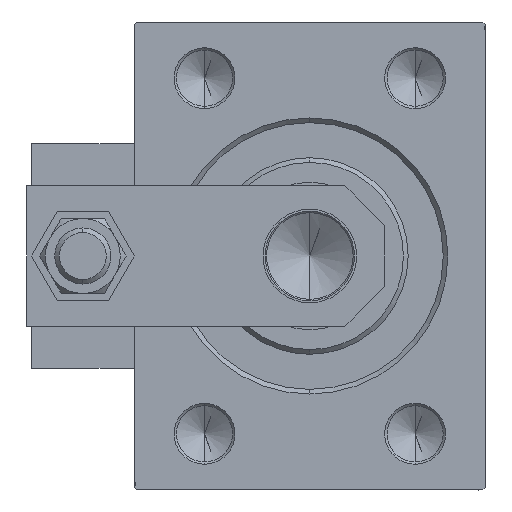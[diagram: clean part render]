
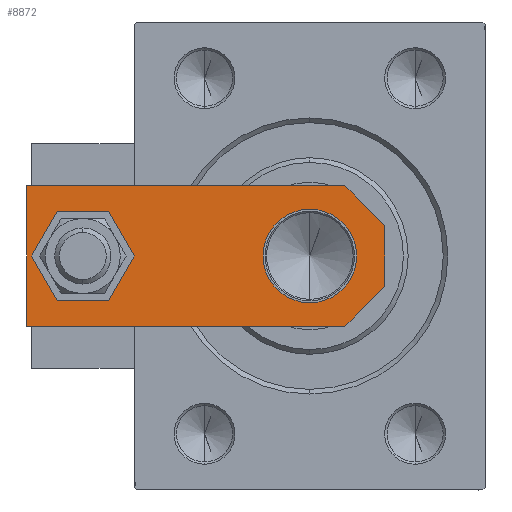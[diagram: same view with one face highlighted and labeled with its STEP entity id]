
A CAD part, left-side view. The second image highlights one B-rep face of the part: STEP entity #8872.
In plain terms, the highlighted face is planar.
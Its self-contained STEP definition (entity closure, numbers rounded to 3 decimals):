
#88 = DIRECTION ( 'NONE',  ( 0., 0., 1. ) ) ;
#437 = ORIENTED_EDGE ( 'NONE', *, *, #19007, .F. ) ;
#669 = AXIS2_PLACEMENT_3D ( 'NONE', #41927, #30390, #22163 ) ;
#677 = CARTESIAN_POINT ( 'NONE',  ( 15., 8.5, 8. ) ) ;
#1047 = DIRECTION ( 'NONE',  ( 0., 1., 0. ) ) ;
#2196 = AXIS2_PLACEMENT_3D ( 'NONE', #42676, #41913, #46787 ) ;
#2482 = FACE_BOUND ( 'NONE', #37009, .T. ) ;
#6127 = CARTESIAN_POINT ( 'NONE',  ( 10., 16., 8. ) ) ;
#7342 = PLANE ( 'NONE',  #33910 ) ;
#8264 = EDGE_LOOP ( 'NONE', ( #25875, #26572, #11474, #37747, #36368, #23726 ) ) ;
#8872 = ADVANCED_FACE ( 'NONE', ( #2482, #26821, #33750 ), #7342, .T. ) ;
#9001 = EDGE_CURVE ( 'NONE', #15375, #15737, #12444, .T. ) ;
#10320 = CARTESIAN_POINT ( 'NONE',  ( -15., 0., 8. ) ) ;
#10420 = DIRECTION ( 'NONE',  ( 0., 0., 1. ) ) ;
#10466 = VERTEX_POINT ( 'NONE', #19129 ) ;
#10872 = VERTEX_POINT ( 'NONE', #40839 ) ;
#11454 = VERTEX_POINT ( 'NONE', #677 ) ;
#11474 = ORIENTED_EDGE ( 'NONE', *, *, #11916, .T. ) ;
#11631 = DIRECTION ( 'NONE',  ( 1., 0., 0. ) ) ;
#11916 = EDGE_CURVE ( 'NONE', #12569, #30131, #33142, .T. ) ;
#12444 = LINE ( 'NONE', #27077, #27357 ) ;
#12569 = VERTEX_POINT ( 'NONE', #46233 ) ;
#12843 = LINE ( 'NONE', #15933, #48289 ) ;
#15375 = VERTEX_POINT ( 'NONE', #29330 ) ;
#15737 = VERTEX_POINT ( 'NONE', #38145 ) ;
#15933 = CARTESIAN_POINT ( 'NONE',  ( 15., 0., 8. ) ) ;
#17343 = CARTESIAN_POINT ( 'NONE',  ( -3.25, -3.25, 8. ) ) ;
#18094 = DIRECTION ( 'NONE',  ( 1., 0., 0. ) ) ;
#18782 = EDGE_CURVE ( 'NONE', #30131, #11454, #49235, .T. ) ;
#18810 = CIRCLE ( 'NONE', #40918, 10. ) ;
#19007 = EDGE_CURVE ( 'NONE', #21643, #47866, #31672, .T. ) ;
#19129 = CARTESIAN_POINT ( 'NONE',  ( -7., 64.5, 8. ) ) ;
#19346 = EDGE_CURVE ( 'NONE', #34634, #15375, #36743, .T. ) ;
#20488 = VECTOR ( 'NONE', #25797, 1000. ) ;
#21643 = VERTEX_POINT ( 'NONE', #33588 ) ;
#22068 = EDGE_CURVE ( 'NONE', #10872, #10466, #48956, .T. ) ;
#22163 = DIRECTION ( 'NONE',  ( 1., 0., 0. ) ) ;
#23726 = ORIENTED_EDGE ( 'NONE', *, *, #19346, .T. ) ;
#24188 = VECTOR ( 'NONE', #48800, 1000. ) ;
#24385 = EDGE_LOOP ( 'NONE', ( #437, #48283 ) ) ;
#25279 = CARTESIAN_POINT ( 'NONE',  ( 6.5, 0., 8. ) ) ;
#25481 = EDGE_CURVE ( 'NONE', #11454, #34634, #12843, .T. ) ;
#25543 = EDGE_CURVE ( 'NONE', #47866, #21643, #18810, .T. ) ;
#25797 = DIRECTION ( 'NONE',  ( 0.707, -0.707, 0. ) ) ;
#25875 = ORIENTED_EDGE ( 'NONE', *, *, #9001, .T. ) ;
#26572 = ORIENTED_EDGE ( 'NONE', *, *, #31123, .T. ) ;
#26821 = FACE_OUTER_BOUND ( 'NONE', #8264, .T. ) ;
#27077 = CARTESIAN_POINT ( 'NONE',  ( -15., 76.5, 8. ) ) ;
#27357 = VECTOR ( 'NONE', #42718, 1000. ) ;
#29330 = CARTESIAN_POINT ( 'NONE',  ( -15., 76.5, 8. ) ) ;
#29729 = CARTESIAN_POINT ( 'NONE',  ( 3.25, -3.25, 8. ) ) ;
#30131 = VERTEX_POINT ( 'NONE', #25279 ) ;
#30390 = DIRECTION ( 'NONE',  ( 0., 0., 1. ) ) ;
#31123 = EDGE_CURVE ( 'NONE', #15737, #12569, #41443, .T. ) ;
#31672 = CIRCLE ( 'NONE', #2196, 10. ) ;
#32510 = VECTOR ( 'NONE', #41335, 1000. ) ;
#33083 = DIRECTION ( 'NONE',  ( 1., 0., 0. ) ) ;
#33142 = LINE ( 'NONE', #10320, #24188 ) ;
#33588 = CARTESIAN_POINT ( 'NONE',  ( -10., 16., 8. ) ) ;
#33589 = DIRECTION ( 'NONE',  ( 0., 0., 1. ) ) ;
#33750 = FACE_BOUND ( 'NONE', #24385, .T. ) ;
#33751 = ORIENTED_EDGE ( 'NONE', *, *, #47752, .F. ) ;
#33910 = AXIS2_PLACEMENT_3D ( 'NONE', #38617, #10420, #18094 ) ;
#34067 = CIRCLE ( 'NONE', #49679, 7. ) ;
#34634 = VERTEX_POINT ( 'NONE', #48268 ) ;
#36368 = ORIENTED_EDGE ( 'NONE', *, *, #25481, .T. ) ;
#36743 = LINE ( 'NONE', #41081, #32510 ) ;
#37009 = EDGE_LOOP ( 'NONE', ( #33751, #40339 ) ) ;
#37747 = ORIENTED_EDGE ( 'NONE', *, *, #18782, .T. ) ;
#38145 = CARTESIAN_POINT ( 'NONE',  ( -15., 8.5, 8. ) ) ;
#38617 = CARTESIAN_POINT ( 'NONE',  ( 0., 0., 8. ) ) ;
#40339 = ORIENTED_EDGE ( 'NONE', *, *, #22068, .F. ) ;
#40839 = CARTESIAN_POINT ( 'NONE',  ( 7., 64.5, 8. ) ) ;
#40918 = AXIS2_PLACEMENT_3D ( 'NONE', #45134, #33589, #33083 ) ;
#41081 = CARTESIAN_POINT ( 'NONE',  ( 15., 76.5, 8. ) ) ;
#41335 = DIRECTION ( 'NONE',  ( -1., 0., 0. ) ) ;
#41443 = LINE ( 'NONE', #17343, #20488 ) ;
#41913 = DIRECTION ( 'NONE',  ( 0., 0., 1. ) ) ;
#41927 = CARTESIAN_POINT ( 'NONE',  ( 0., 64.5, 8. ) ) ;
#42676 = CARTESIAN_POINT ( 'NONE',  ( 0., 16., 8. ) ) ;
#42718 = DIRECTION ( 'NONE',  ( 0., -1., 0. ) ) ;
#45134 = CARTESIAN_POINT ( 'NONE',  ( 0., 16., 8. ) ) ;
#45374 = DIRECTION ( 'NONE',  ( 0.707, 0.707, 0. ) ) ;
#46233 = CARTESIAN_POINT ( 'NONE',  ( -6.5, 0., 8. ) ) ;
#46441 = VECTOR ( 'NONE', #45374, 1000. ) ;
#46787 = DIRECTION ( 'NONE',  ( 1., 0., 0. ) ) ;
#47752 = EDGE_CURVE ( 'NONE', #10466, #10872, #34067, .T. ) ;
#47866 = VERTEX_POINT ( 'NONE', #6127 ) ;
#48268 = CARTESIAN_POINT ( 'NONE',  ( 15., 76.5, 8. ) ) ;
#48283 = ORIENTED_EDGE ( 'NONE', *, *, #25543, .F. ) ;
#48289 = VECTOR ( 'NONE', #1047, 1000. ) ;
#48800 = DIRECTION ( 'NONE',  ( 1., 0., 0. ) ) ;
#48956 = CIRCLE ( 'NONE', #669, 7. ) ;
#49235 = LINE ( 'NONE', #29729, #46441 ) ;
#49679 = AXIS2_PLACEMENT_3D ( 'NONE', #50111, #88, #11631 ) ;
#50111 = CARTESIAN_POINT ( 'NONE',  ( 0., 64.5, 8. ) ) ;
